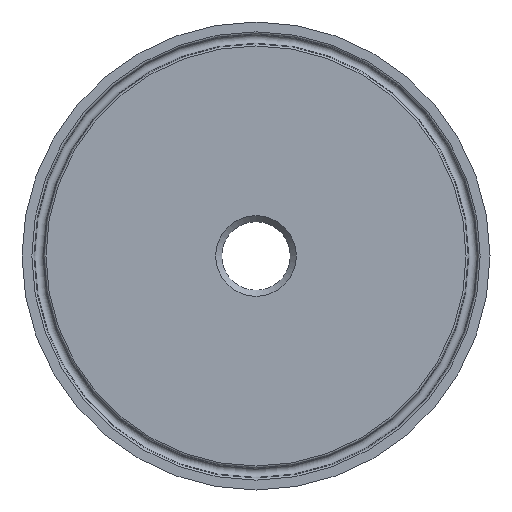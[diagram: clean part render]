
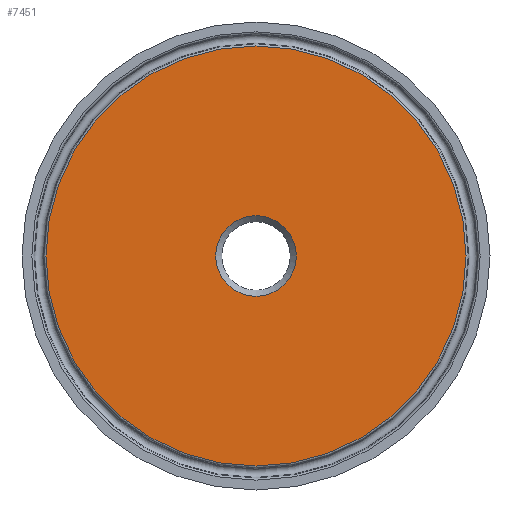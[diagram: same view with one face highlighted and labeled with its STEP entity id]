
A CAD part, left-side view. The second image highlights one B-rep face of the part: STEP entity #7451.
In plain terms, the highlighted planar face has unit normal (-1, 0, 0).
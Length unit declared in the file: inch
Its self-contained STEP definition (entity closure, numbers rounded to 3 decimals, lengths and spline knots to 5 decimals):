
#108=FACE_BOUND('',#1346,.T.);
#288=PLANE('',#7878);
#887=FACE_OUTER_BOUND('',#1345,.T.);
#1345=EDGE_LOOP('',(#6950));
#1346=EDGE_LOOP('',(#6951));
#1535=CIRCLE('',#7875,0.40329);
#1537=CIRCLE('',#7879,2.10134);
#3660=VERTEX_POINT('',#16647);
#3662=VERTEX_POINT('',#16653);
#4763=EDGE_CURVE('',#3660,#3660,#1535,.T.);
#4765=EDGE_CURVE('',#3662,#3662,#1537,.T.);
#6950=ORIENTED_EDGE('',*,*,#4765,.F.);
#6951=ORIENTED_EDGE('',*,*,#4763,.F.);
#7451=ADVANCED_FACE('',(#887,#108),#288,.T.);
#7875=AXIS2_PLACEMENT_3D('',#16648,#9215,#9216);
#7878=AXIS2_PLACEMENT_3D('',#16652,#9221,#9222);
#7879=AXIS2_PLACEMENT_3D('',#16654,#9223,#9224);
#9215=DIRECTION('center_axis',(-1.,0.,0.));
#9216=DIRECTION('ref_axis',(0.,-1.,0.));
#9221=DIRECTION('center_axis',(-1.,0.,0.));
#9222=DIRECTION('ref_axis',(0.,0.,1.));
#9223=DIRECTION('center_axis',(1.,0.,0.));
#9224=DIRECTION('ref_axis',(0.,-1.,0.));
#16647=CARTESIAN_POINT('',(0.,0.40329,0.));
#16648=CARTESIAN_POINT('Origin',(0.,0.,
0.));
#16652=CARTESIAN_POINT('Origin',(0.,1.22788,0.));
#16653=CARTESIAN_POINT('',(0.,2.10134,0.));
#16654=CARTESIAN_POINT('Origin',(0.,0.,
0.));
